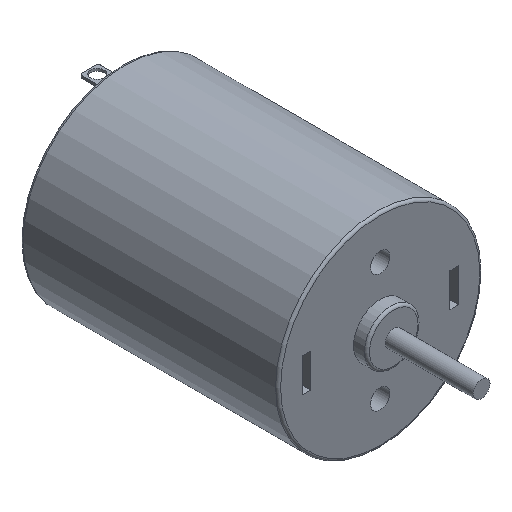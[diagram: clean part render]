
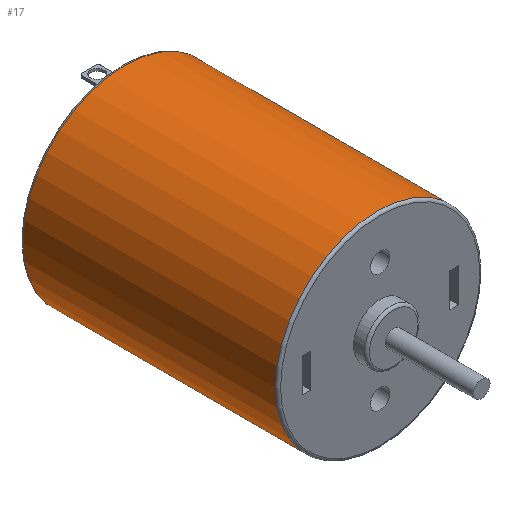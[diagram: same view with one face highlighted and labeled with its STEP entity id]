
A CAD part, isometric view. The second image highlights one B-rep face of the part: STEP entity #17.
In plain terms, the highlighted cylindrical face has radius 12.1 mm (diameter 24.2 mm), a full revolution.
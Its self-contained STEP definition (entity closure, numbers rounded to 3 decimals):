
#17 = ADVANCED_FACE('',(#18),#32,.T.);
#18 = FACE_BOUND('',#19,.F.);
#19 = EDGE_LOOP('',(#20,#48,#73,#74));
#20 = ORIENTED_EDGE('',*,*,#21,.T.);
#21 = EDGE_CURVE('',#22,#24,#26,.T.);
#22 = VERTEX_POINT('',#23);
#23 = CARTESIAN_POINT('',(12.1,-0.3,0.));
#24 = VERTEX_POINT('',#25);
#25 = CARTESIAN_POINT('',(12.1,-30.2,0.));
#26 = SEAM_CURVE('',#27,(#31,#42),.PCURVE_S1.);
#27 = LINE('',#28,#29);
#28 = CARTESIAN_POINT('',(12.1,0.,0.));
#29 = VECTOR('',#30,1.);
#30 = DIRECTION('',(0.,-1.,0.));
#31 = PCURVE('',#32,#37);
#32 = CYLINDRICAL_SURFACE('',#33,12.1);
#33 = AXIS2_PLACEMENT_3D('',#34,#35,#36);
#34 = CARTESIAN_POINT('',(0.,0.,0.));
#35 = DIRECTION('',(0.,1.,0.));
#36 = DIRECTION('',(1.,0.,0.));
#37 = DEFINITIONAL_REPRESENTATION('',(#38),#41);
#38 = B_SPLINE_CURVE_WITH_KNOTS('',1,(#39,#40),.UNSPECIFIED.,.F.,.F.,(2,
    2),(0.3,30.2),.PIECEWISE_BEZIER_KNOTS.);
#39 = CARTESIAN_POINT('',(0.,-0.3));
#40 = CARTESIAN_POINT('',(0.,-30.2));
#41 = ( GEOMETRIC_REPRESENTATION_CONTEXT(2) 
PARAMETRIC_REPRESENTATION_CONTEXT() REPRESENTATION_CONTEXT('2D SPACE',''
  ) );
#42 = PCURVE('',#32,#43);
#43 = DEFINITIONAL_REPRESENTATION('',(#44),#47);
#44 = B_SPLINE_CURVE_WITH_KNOTS('',1,(#45,#46),.UNSPECIFIED.,.F.,.F.,(2,
    2),(0.3,30.2),.PIECEWISE_BEZIER_KNOTS.);
#45 = CARTESIAN_POINT('',(-6.283,-0.3));
#46 = CARTESIAN_POINT('',(-6.283,-30.2));
#47 = ( GEOMETRIC_REPRESENTATION_CONTEXT(2) 
PARAMETRIC_REPRESENTATION_CONTEXT() REPRESENTATION_CONTEXT('2D SPACE',''
  ) );
#48 = ORIENTED_EDGE('',*,*,#49,.T.);
#49 = EDGE_CURVE('',#24,#24,#50,.T.);
#50 = SURFACE_CURVE('',#51,(#56,#62),.PCURVE_S1.);
#51 = CIRCLE('',#52,12.1);
#52 = AXIS2_PLACEMENT_3D('',#53,#54,#55);
#53 = CARTESIAN_POINT('',(0.,-30.2,0.));
#54 = DIRECTION('',(0.,-1.,0.));
#55 = DIRECTION('',(1.,0.,0.));
#56 = PCURVE('',#32,#57);
#57 = DEFINITIONAL_REPRESENTATION('',(#58),#61);
#58 = B_SPLINE_CURVE_WITH_KNOTS('',1,(#59,#60),.UNSPECIFIED.,.F.,.F.,(2,
    2),(-0.,6.283),.PIECEWISE_BEZIER_KNOTS.);
#59 = CARTESIAN_POINT('',(0.,-30.2));
#60 = CARTESIAN_POINT('',(-6.283,-30.2));
#61 = ( GEOMETRIC_REPRESENTATION_CONTEXT(2) 
PARAMETRIC_REPRESENTATION_CONTEXT() REPRESENTATION_CONTEXT('2D SPACE',''
  ) );
#62 = PCURVE('',#63,#68);
#63 = TOROIDAL_SURFACE('',#64,11.8,0.3);
#64 = AXIS2_PLACEMENT_3D('',#65,#66,#67);
#65 = CARTESIAN_POINT('',(0.,-30.2,0.));
#66 = DIRECTION('',(0.,-1.,0.));
#67 = DIRECTION('',(1.,0.,0.));
#68 = DEFINITIONAL_REPRESENTATION('',(#69),#72);
#69 = B_SPLINE_CURVE_WITH_KNOTS('',1,(#70,#71),.UNSPECIFIED.,.F.,.F.,(2,
    2),(-0.,6.283),.PIECEWISE_BEZIER_KNOTS.);
#70 = CARTESIAN_POINT('',(0.,0.));
#71 = CARTESIAN_POINT('',(6.283,0.));
#72 = ( GEOMETRIC_REPRESENTATION_CONTEXT(2) 
PARAMETRIC_REPRESENTATION_CONTEXT() REPRESENTATION_CONTEXT('2D SPACE',''
  ) );
#73 = ORIENTED_EDGE('',*,*,#21,.F.);
#74 = ORIENTED_EDGE('',*,*,#75,.F.);
#75 = EDGE_CURVE('',#22,#22,#76,.T.);
#76 = SURFACE_CURVE('',#77,(#82,#88),.PCURVE_S1.);
#77 = CIRCLE('',#78,12.1);
#78 = AXIS2_PLACEMENT_3D('',#79,#80,#81);
#79 = CARTESIAN_POINT('',(0.,-0.3,0.));
#80 = DIRECTION('',(0.,-1.,0.));
#81 = DIRECTION('',(1.,0.,0.));
#82 = PCURVE('',#32,#83);
#83 = DEFINITIONAL_REPRESENTATION('',(#84),#87);
#84 = B_SPLINE_CURVE_WITH_KNOTS('',1,(#85,#86),.UNSPECIFIED.,.F.,.F.,(2,
    2),(0.,6.283),.PIECEWISE_BEZIER_KNOTS.);
#85 = CARTESIAN_POINT('',(0.,-0.3));
#86 = CARTESIAN_POINT('',(-6.283,-0.3));
#87 = ( GEOMETRIC_REPRESENTATION_CONTEXT(2) 
PARAMETRIC_REPRESENTATION_CONTEXT() REPRESENTATION_CONTEXT('2D SPACE',''
  ) );
#88 = PCURVE('',#89,#94);
#89 = TOROIDAL_SURFACE('',#90,11.8,0.3);
#90 = AXIS2_PLACEMENT_3D('',#91,#92,#93);
#91 = CARTESIAN_POINT('',(0.,-0.3,0.));
#92 = DIRECTION('',(0.,1.,0.));
#93 = DIRECTION('',(1.,0.,0.));
#94 = DEFINITIONAL_REPRESENTATION('',(#95),#98);
#95 = B_SPLINE_CURVE_WITH_KNOTS('',1,(#96,#97),.UNSPECIFIED.,.F.,.F.,(2,
    2),(0.,6.283),.PIECEWISE_BEZIER_KNOTS.);
#96 = CARTESIAN_POINT('',(0.,0.));
#97 = CARTESIAN_POINT('',(-6.283,0.));
#98 = ( GEOMETRIC_REPRESENTATION_CONTEXT(2) 
PARAMETRIC_REPRESENTATION_CONTEXT() REPRESENTATION_CONTEXT('2D SPACE',''
  ) );
